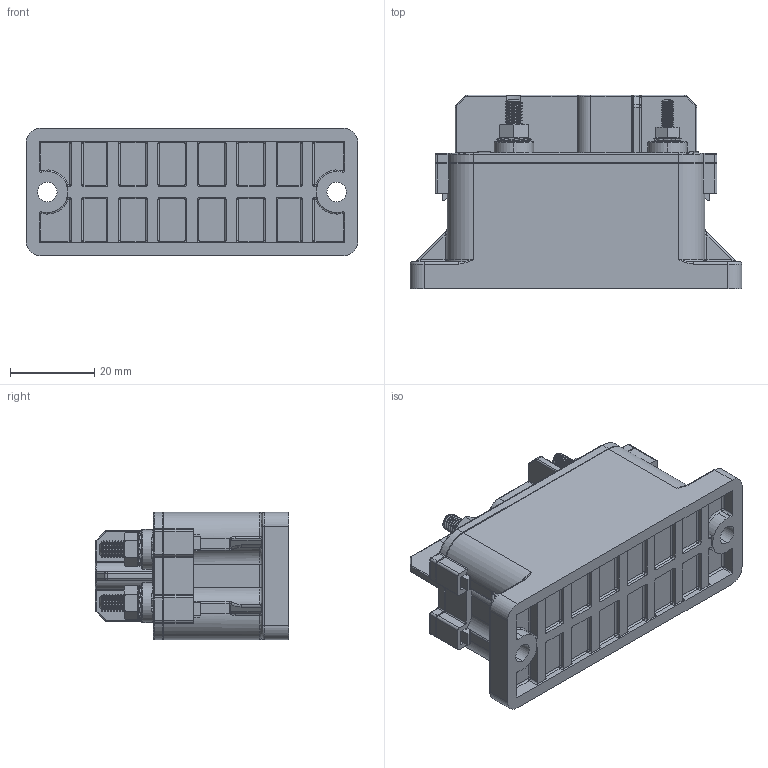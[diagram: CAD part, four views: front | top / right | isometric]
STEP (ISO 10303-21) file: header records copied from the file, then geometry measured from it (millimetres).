
FILE_DESCRIPTION (( 'STEP AP203' ), '1' );
FILE_NAME ('P105_step_112315.STEP', '2015-11-23T18:02:01', ( 'Temp' ), ( '' ), 'SwSTEP 2.0', 'SolidWorks 2014', '' );
FILE_SCHEMA (( 'CONFIG_CONTROL_DESIGN' ));
Products named in the file (1): P105_step_112315
Bounding box: 78.74 x 45.97 x 30.23 mm (x, y, z)
Volume: 63397.3 mm3; surface area: 22511.4 mm2
Topology: 10 solids, 10 shells, 2202 faces, 5444 edges, 3381 vertices
Faces by surface type: plane 912, cylinder 692, torus 222, cone 196, bspline 168, sphere 12
Entity records: 87006 total; most frequent: CARTESIAN_POINT 36948, ORIENTED_EDGE 10816, DIRECTION 9995, EDGE_CURVE 5408, AXIS2_PLACEMENT_3D 3816, VERTEX_POINT 3381, EDGE_LOOP 2393, LINE 2363
